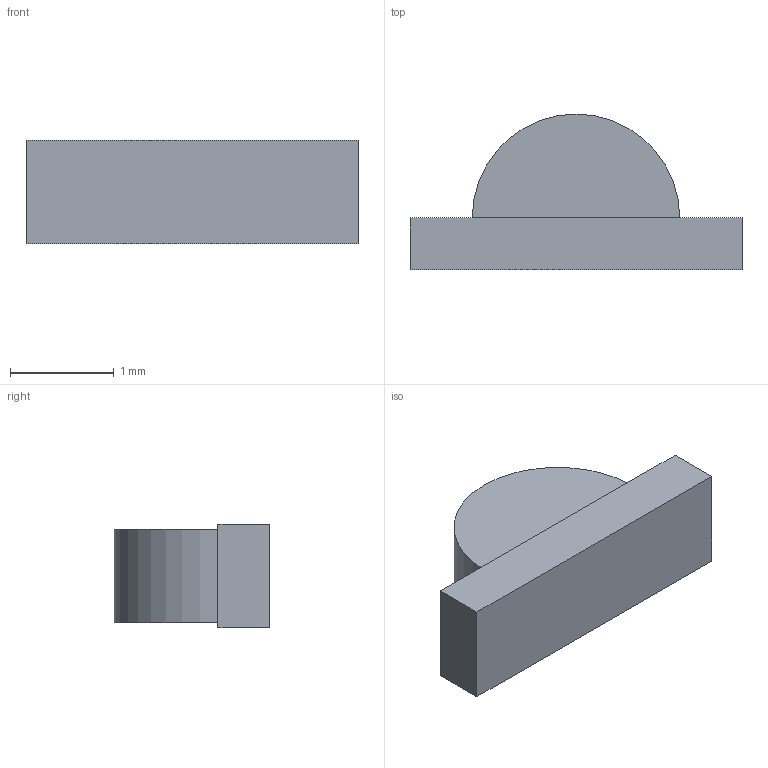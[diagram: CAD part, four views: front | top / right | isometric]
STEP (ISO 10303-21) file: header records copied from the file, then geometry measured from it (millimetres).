
FILE_DESCRIPTION( ( 'Unknown' ), '1' );
FILE_NAME( 'LED_Dual_ACAC_1206_Horizontal.step', 'Unknown', ( 'Unknown' ), ( 'Unknown' ), 'PSStep 15.0.49', 'Unknown', ' ' );
FILE_SCHEMA( ( 'AUTOMOTIVE_DESIGN { 1 0 10303 214 1 1 1 1 }' ) );
Length unit declared in the file: millimetre
Products named in the file (1): 1
Bounding box: 3.2 x 1.5 x 1 mm (x, y, z)
Volume: 3 mm3; surface area: 14.8 mm2
Topology: 1 solids, 1 shells, 9 faces, 18 edges, 12 vertices
Faces by surface type: plane 8, cylinder 1
Entity records: 322 total; most frequent: CARTESIAN_POINT 40, DIRECTION 40, ORIENTED_EDGE 36, EDGE_CURVE 18, LINE 16, VECTOR 16, AXIS2_PLACEMENT_3D 12, VERTEX_POINT 12
